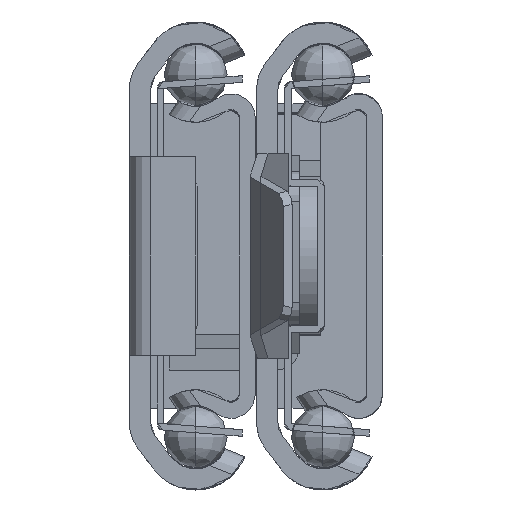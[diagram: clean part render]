
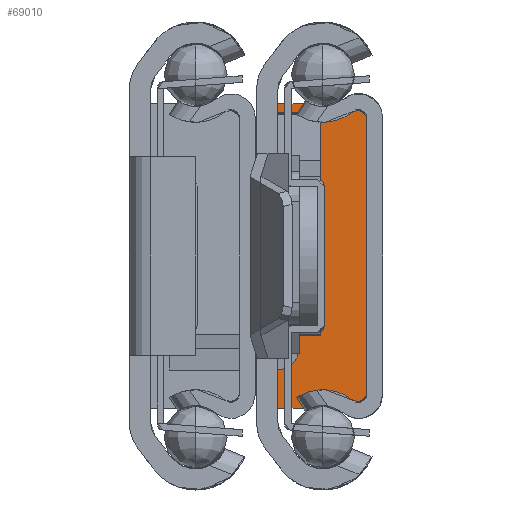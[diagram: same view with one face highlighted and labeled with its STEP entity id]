
A CAD part, left-side view. The second image highlights one B-rep face of the part: STEP entity #69010.
In plain terms, the highlighted free-form (B-spline) face has degree [1, 1] with [2, 2] control points.
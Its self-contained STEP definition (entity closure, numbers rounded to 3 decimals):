
#68870=CARTESIAN_POINT('',(-18.1,10.,233.6));
#68871=VERTEX_POINT('',#68870);
#68877=CARTESIAN_POINT('',(-16.6,11.5,233.6));
#68878=VERTEX_POINT('',#68877);
#68879=CARTESIAN_POINT('',(-18.1,10.,233.6));
#68880=CARTESIAN_POINT('',(-18.1,11.5,233.6));
#68881=CARTESIAN_POINT('',(-16.6,11.5,233.6));
#68889=(BOUNDED_CURVE()B_SPLINE_CURVE(2,(#68879,#68880,#68881),.UNSPECIFIED.,.F.,.U.)CURVE()GEOMETRIC_REPRESENTATION_ITEM()QUASI_UNIFORM_CURVE()RATIONAL_B_SPLINE_CURVE((1.0,0.707,1.0))REPRESENTATION_ITEM(''));
#68890=EDGE_CURVE('',#68871,#68878,#68889,.T.);
#68912=CARTESIAN_POINT('',(-18.1,-10.0,233.6));
#68913=VERTEX_POINT('',#68912);
#68919=CARTESIAN_POINT('',(-18.1,-10.0,233.6));
#68920=CARTESIAN_POINT('',(-18.1,10.,233.6));
#68921=QUASI_UNIFORM_CURVE('',1,(#68919,#68920),.UNSPECIFIED.,.F.,.U.);
#68922=EDGE_CURVE('',#68913,#68871,#68921,.T.);
#68957=CARTESIAN_POINT('',(-16.6,-11.5,233.6));
#68958=VERTEX_POINT('',#68957);
#68964=CARTESIAN_POINT('',(-16.6,-11.5,233.6));
#68965=CARTESIAN_POINT('',(-18.1,-11.5,233.6));
#68966=CARTESIAN_POINT('',(-18.1,-10.0,233.6));
#68974=(BOUNDED_CURVE()B_SPLINE_CURVE(2,(#68964,#68965,#68966),.UNSPECIFIED.,.F.,.U.)CURVE()GEOMETRIC_REPRESENTATION_ITEM()QUASI_UNIFORM_CURVE()RATIONAL_B_SPLINE_CURVE((1.0,0.707,1.0))REPRESENTATION_ITEM(''));
#68975=EDGE_CURVE('',#68958,#68913,#68974,.T.);
#68981=CARTESIAN_POINT('',(-18.445,12.649,233.6));
#68982=CARTESIAN_POINT('',(-10.855,12.649,233.6));
#68983=CARTESIAN_POINT('',(-18.445,-12.649,233.6));
#68984=CARTESIAN_POINT('',(-10.855,-12.649,233.6));
#68985=B_SPLINE_SURFACE_WITH_KNOTS('',1,1,((#68981,#68983),(#68982,#68984)),.UNSPECIFIED.,.F.,.F.,.U.,(2,2),(2,2),(0.0,7.589),(0.0,25.298),.UNSPECIFIED.);
#68986=CARTESIAN_POINT('',(-11.2,-11.5,233.6));
#68987=VERTEX_POINT('',#68986);
#68988=CARTESIAN_POINT('',(-11.2,-11.5,233.6));
#68989=CARTESIAN_POINT('',(-16.6,-11.5,233.6));
#68990=QUASI_UNIFORM_CURVE('',1,(#68988,#68989),.UNSPECIFIED.,.F.,.U.);
#68991=EDGE_CURVE('',#68987,#68958,#68990,.T.);
#68992=ORIENTED_EDGE('',*,*,#68991,.F.);
#68993=CARTESIAN_POINT('',(-11.2,11.5,233.6));
#68994=VERTEX_POINT('',#68993);
#68995=CARTESIAN_POINT('',(-11.2,-11.5,233.6));
#68996=CARTESIAN_POINT('',(-11.2,11.5,233.6));
#68997=QUASI_UNIFORM_CURVE('',1,(#68995,#68996),.UNSPECIFIED.,.F.,.U.);
#68998=EDGE_CURVE('',#68987,#68994,#68997,.T.);
#68999=ORIENTED_EDGE('',*,*,#68998,.T.);
#69000=CARTESIAN_POINT('',(-16.6,11.5,233.6));
#69001=CARTESIAN_POINT('',(-11.2,11.5,233.6));
#69002=QUASI_UNIFORM_CURVE('',1,(#69000,#69001),.UNSPECIFIED.,.F.,.U.);
#69003=EDGE_CURVE('',#68878,#68994,#69002,.T.);
#69004=ORIENTED_EDGE('',*,*,#69003,.F.);
#69005=ORIENTED_EDGE('',*,*,#68890,.F.);
#69006=ORIENTED_EDGE('',*,*,#68922,.F.);
#69007=ORIENTED_EDGE('',*,*,#68975,.F.);
#69008=EDGE_LOOP('',(#68992,#68999,#69004,#69005,#69006,#69007));
#69009=FACE_OUTER_BOUND('',#69008,.T.);
#69010=ADVANCED_FACE('',(#69009),#68985,.F.);
